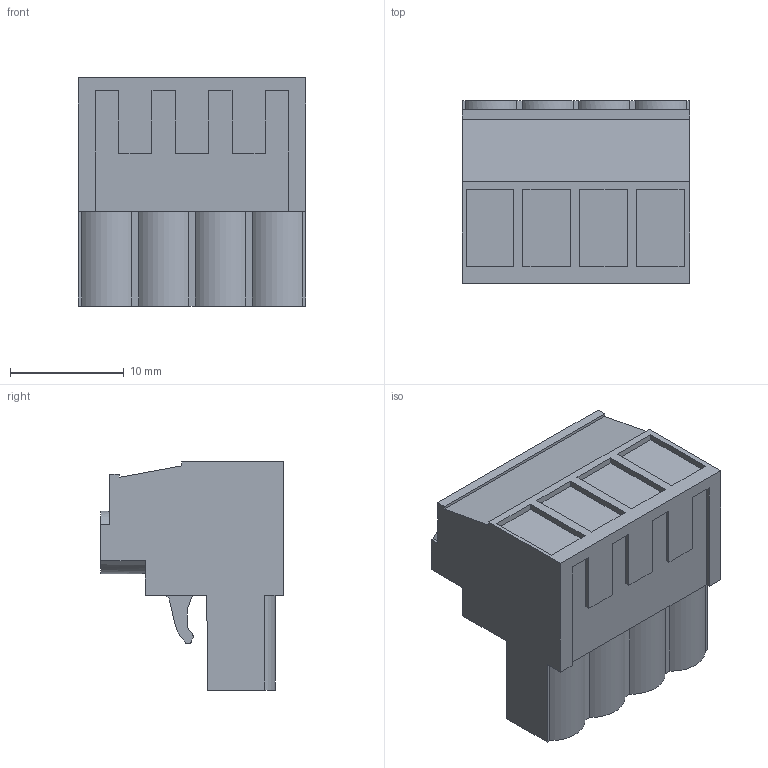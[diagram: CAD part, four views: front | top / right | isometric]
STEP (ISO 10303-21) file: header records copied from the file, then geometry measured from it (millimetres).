
FILE_DESCRIPTION(('CATIA V5 STEP Exchange','CAx-IF Rec.Pracs.--- Model Styling and Organization---1.2---2011-12-15'),'2;1');
FILE_NAME ('D1460311_0_1954470000_1954470000.stp','2017-05-25T06:36:11+00:00',('none'),('Weidmueller'),'CATIA Version 5-6 Release 2014','CATIA V5 STEP AP214','none');
FILE_SCHEMA(('AUTOMOTIVE_DESIGN { 1 0 10303 214 1 1 1 1 }'));
Length unit declared in the file: millimetre
Products named in the file (1): 1954470000
Bounding box: 20 x 16.1 x 20.1 mm (x, y, z)
Volume: 4010.3 mm3; surface area: 2496.7 mm2
Topology: 5 solids, 5 shells, 288 faces, 812 edges, 550 vertices
Faces by surface type: plane 236, cylinder 52
Entity records: 8952 total; most frequent: CARTESIAN_POINT 1711, ORIENTED_EDGE 1624, DIRECTION 1250, EDGE_CURVE 812, VECTOR 684, LINE 684, VERTEX_POINT 550, AXIS2_PLACEMENT_3D 340
